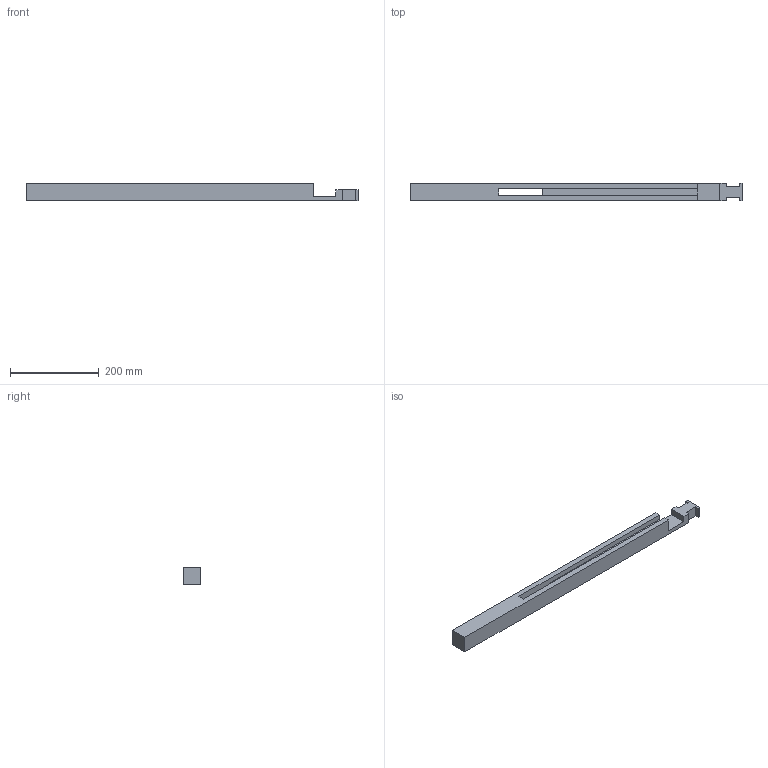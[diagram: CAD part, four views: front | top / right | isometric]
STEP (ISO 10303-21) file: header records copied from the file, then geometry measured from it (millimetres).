
FILE_DESCRIPTION (( 'STEP AP203' ), '1' );
FILE_NAME ('fut.STEP', '2020-01-22T04:46:14', ( '' ), ( '' ), 'SwSTEP 2.0', 'SolidWorks 2019', '' );
FILE_SCHEMA (( 'CONFIG_CONTROL_DESIGN' ));
Length unit declared in the file: millimetre
Products named in the file (1): fut
Bounding box: 750 x 40 x 40 mm (x, y, z)
Volume: 862100 mm3; surface area: 150870 mm2
Topology: 1 solids, 1 shells, 36 faces, 106 edges, 70 vertices
Faces by surface type: plane 36
Entity records: 1255 total; most frequent: CARTESIAN_POINT 213, ORIENTED_EDGE 212, DIRECTION 180, EDGE_CURVE 106, VECTOR 106, LINE 106, VERTEX_POINT 70, AXIS2_PLACEMENT_3D 37
